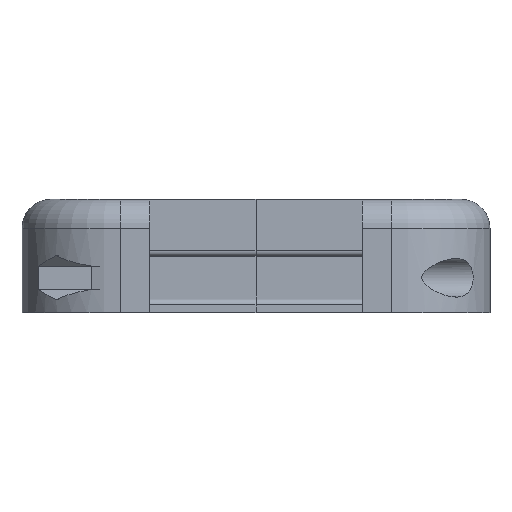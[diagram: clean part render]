
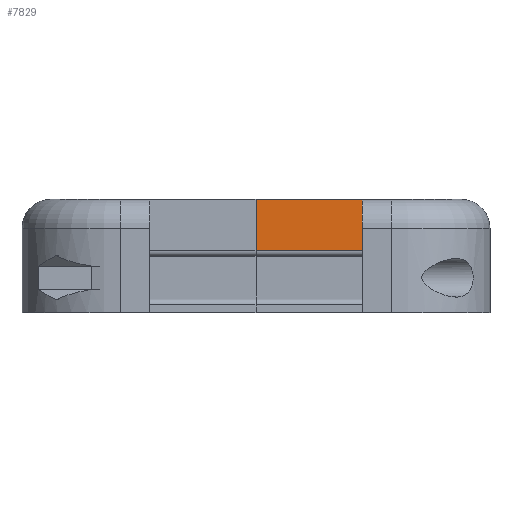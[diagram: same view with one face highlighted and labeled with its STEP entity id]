
A CAD part, front view. The second image highlights one B-rep face of the part: STEP entity #7829.
In plain terms, the highlighted planar face has unit normal (0, -1, 0).
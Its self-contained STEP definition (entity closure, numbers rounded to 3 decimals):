
#59 = PLANE('',#60);
#60 = AXIS2_PLACEMENT_3D('',#61,#62,#63);
#61 = CARTESIAN_POINT('',(20.,40.2,-5.));
#62 = DIRECTION('',(-1.,-0.,-0.));
#63 = DIRECTION('',(0.,1.,0.));
#1550 = VERTEX_POINT('',#1551);
#1551 = CARTESIAN_POINT('',(20.,-2.2,6.7));
#1565 = PLANE('',#1566);
#1566 = AXIS2_PLACEMENT_3D('',#1567,#1568,#1569);
#1567 = CARTESIAN_POINT('',(20.,46.2,6.7));
#1568 = DIRECTION('',(0.,0.,1.));
#1569 = DIRECTION('',(0.,1.,0.));
#1577 = EDGE_CURVE('',#1578,#1550,#1580,.T.);
#1578 = VERTEX_POINT('',#1579);
#1579 = CARTESIAN_POINT('',(20.,-2.2,1.4));
#1580 = SURFACE_CURVE('',#1581,(#1585,#1592),.PCURVE_S1.);
#1581 = LINE('',#1582,#1583);
#1582 = CARTESIAN_POINT('',(20.,-2.2,-5.));
#1583 = VECTOR('',#1584,1.);
#1584 = DIRECTION('',(0.,0.,1.));
#1585 = PCURVE('',#59,#1586);
#1586 = DEFINITIONAL_REPRESENTATION('',(#1587),#1591);
#1587 = LINE('',#1588,#1589);
#1588 = CARTESIAN_POINT('',(-42.4,0.));
#1589 = VECTOR('',#1590,1.);
#1590 = DIRECTION('',(-0.,-1.));
#1591 = ( GEOMETRIC_REPRESENTATION_CONTEXT(2) 
PARAMETRIC_REPRESENTATION_CONTEXT() REPRESENTATION_CONTEXT('2D SPACE',''
  ) );
#1592 = PCURVE('',#1593,#1598);
#1593 = PLANE('',#1594);
#1594 = AXIS2_PLACEMENT_3D('',#1595,#1596,#1597);
#1595 = CARTESIAN_POINT('',(31.,-2.2,-5.));
#1596 = DIRECTION('',(0.,1.,0.));
#1597 = DIRECTION('',(1.,0.,0.));
#1598 = DEFINITIONAL_REPRESENTATION('',(#1599),#1603);
#1599 = LINE('',#1600,#1601);
#1600 = CARTESIAN_POINT('',(-11.,0.));
#1601 = VECTOR('',#1602,1.);
#1602 = DIRECTION('',(-0.,-1.));
#1603 = ( GEOMETRIC_REPRESENTATION_CONTEXT(2) 
PARAMETRIC_REPRESENTATION_CONTEXT() REPRESENTATION_CONTEXT('2D SPACE',''
  ) );
#1626 = CYLINDRICAL_SURFACE('',#1627,0.6);
#1627 = AXIS2_PLACEMENT_3D('',#1628,#1629,#1630);
#1628 = CARTESIAN_POINT('',(20.,-1.6,1.4));
#1629 = DIRECTION('',(1.,0.,0.));
#1630 = DIRECTION('',(0.,-1.,0.));
#5318 = PLANE('',#5319);
#5319 = AXIS2_PLACEMENT_3D('',#5320,#5321,#5322);
#5320 = CARTESIAN_POINT('',(31.,-6.2,-5.));
#5321 = DIRECTION('',(1.,0.,0.));
#5322 = DIRECTION('',(-0.,-1.,-0.));
#7382 = VERTEX_POINT('',#7383);
#7383 = CARTESIAN_POINT('',(31.,-2.2,1.4));
#7409 = EDGE_CURVE('',#1578,#7382,#7410,.T.);
#7410 = SURFACE_CURVE('',#7411,(#7415,#7422),.PCURVE_S1.);
#7411 = LINE('',#7412,#7413);
#7412 = CARTESIAN_POINT('',(20.,-2.2,1.4));
#7413 = VECTOR('',#7414,1.);
#7414 = DIRECTION('',(1.,0.,0.));
#7415 = PCURVE('',#1626,#7416);
#7416 = DEFINITIONAL_REPRESENTATION('',(#7417),#7421);
#7417 = LINE('',#7418,#7419);
#7418 = CARTESIAN_POINT('',(0.,0.));
#7419 = VECTOR('',#7420,1.);
#7420 = DIRECTION('',(0.,1.));
#7421 = ( GEOMETRIC_REPRESENTATION_CONTEXT(2) 
PARAMETRIC_REPRESENTATION_CONTEXT() REPRESENTATION_CONTEXT('2D SPACE',''
  ) );
#7422 = PCURVE('',#1593,#7423);
#7423 = DEFINITIONAL_REPRESENTATION('',(#7424),#7428);
#7424 = LINE('',#7425,#7426);
#7425 = CARTESIAN_POINT('',(-11.,-6.4));
#7426 = VECTOR('',#7427,1.);
#7427 = DIRECTION('',(1.,-0.));
#7428 = ( GEOMETRIC_REPRESENTATION_CONTEXT(2) 
PARAMETRIC_REPRESENTATION_CONTEXT() REPRESENTATION_CONTEXT('2D SPACE',''
  ) );
#7466 = VERTEX_POINT('',#7467);
#7467 = CARTESIAN_POINT('',(31.,-2.2,6.7));
#7488 = EDGE_CURVE('',#1550,#7466,#7489,.T.);
#7489 = SURFACE_CURVE('',#7490,(#7494,#7501),.PCURVE_S1.);
#7490 = LINE('',#7491,#7492);
#7491 = CARTESIAN_POINT('',(25.5,-2.2,6.7));
#7492 = VECTOR('',#7493,1.);
#7493 = DIRECTION('',(1.,0.,0.));
#7494 = PCURVE('',#1565,#7495);
#7495 = DEFINITIONAL_REPRESENTATION('',(#7496),#7500);
#7496 = LINE('',#7497,#7498);
#7497 = CARTESIAN_POINT('',(-48.4,-5.5));
#7498 = VECTOR('',#7499,1.);
#7499 = DIRECTION('',(-0.,-1.));
#7500 = ( GEOMETRIC_REPRESENTATION_CONTEXT(2) 
PARAMETRIC_REPRESENTATION_CONTEXT() REPRESENTATION_CONTEXT('2D SPACE',''
  ) );
#7501 = PCURVE('',#1593,#7502);
#7502 = DEFINITIONAL_REPRESENTATION('',(#7503),#7507);
#7503 = LINE('',#7504,#7505);
#7504 = CARTESIAN_POINT('',(-5.5,-11.7));
#7505 = VECTOR('',#7506,1.);
#7506 = DIRECTION('',(1.,-0.));
#7507 = ( GEOMETRIC_REPRESENTATION_CONTEXT(2) 
PARAMETRIC_REPRESENTATION_CONTEXT() REPRESENTATION_CONTEXT('2D SPACE',''
  ) );
#7829 = ADVANCED_FACE('',(#7830),#1593,.F.);
#7830 = FACE_BOUND('',#7831,.T.);
#7831 = EDGE_LOOP('',(#7832,#7853,#7854,#7855));
#7832 = ORIENTED_EDGE('',*,*,#7833,.T.);
#7833 = EDGE_CURVE('',#7382,#7466,#7834,.T.);
#7834 = SURFACE_CURVE('',#7835,(#7839,#7846),.PCURVE_S1.);
#7835 = LINE('',#7836,#7837);
#7836 = CARTESIAN_POINT('',(31.,-2.2,-5.));
#7837 = VECTOR('',#7838,1.);
#7838 = DIRECTION('',(0.,0.,1.));
#7839 = PCURVE('',#1593,#7840);
#7840 = DEFINITIONAL_REPRESENTATION('',(#7841),#7845);
#7841 = LINE('',#7842,#7843);
#7842 = CARTESIAN_POINT('',(-0.,0.));
#7843 = VECTOR('',#7844,1.);
#7844 = DIRECTION('',(-0.,-1.));
#7845 = ( GEOMETRIC_REPRESENTATION_CONTEXT(2) 
PARAMETRIC_REPRESENTATION_CONTEXT() REPRESENTATION_CONTEXT('2D SPACE',''
  ) );
#7846 = PCURVE('',#5318,#7847);
#7847 = DEFINITIONAL_REPRESENTATION('',(#7848),#7852);
#7848 = LINE('',#7849,#7850);
#7849 = CARTESIAN_POINT('',(-4.,0.));
#7850 = VECTOR('',#7851,1.);
#7851 = DIRECTION('',(-0.,-1.));
#7852 = ( GEOMETRIC_REPRESENTATION_CONTEXT(2) 
PARAMETRIC_REPRESENTATION_CONTEXT() REPRESENTATION_CONTEXT('2D SPACE',''
  ) );
#7853 = ORIENTED_EDGE('',*,*,#7488,.F.);
#7854 = ORIENTED_EDGE('',*,*,#1577,.F.);
#7855 = ORIENTED_EDGE('',*,*,#7409,.T.);
